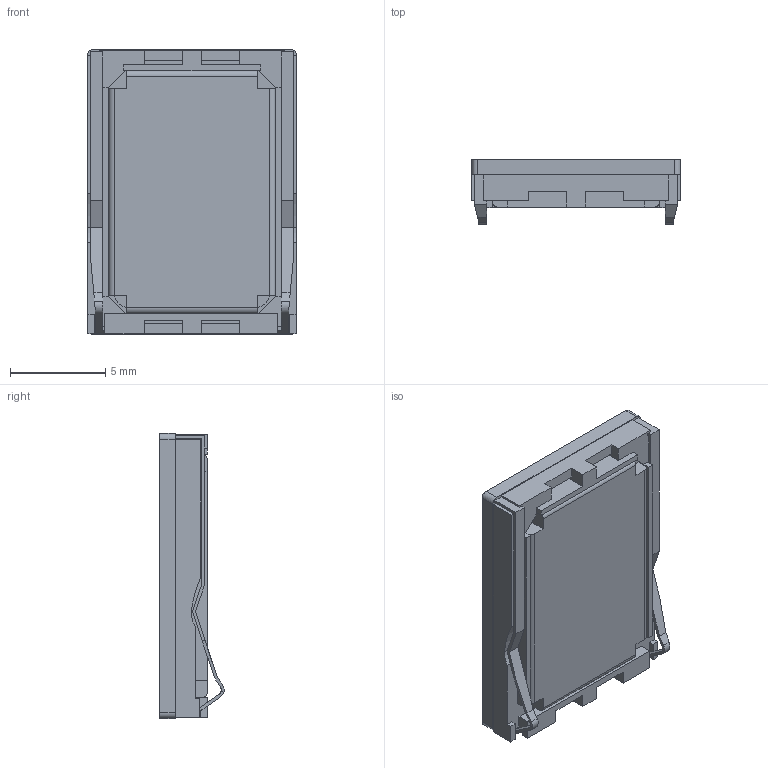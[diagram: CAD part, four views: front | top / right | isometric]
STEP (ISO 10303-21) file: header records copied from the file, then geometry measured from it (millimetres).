
FILE_DESCRIPTION (( 'STEP AP203' ), '1' );
FILE_NAME ('CUI_DEVICES_CMS-151125-076S.step', '2019-10-20T22:12:37', ( '' ), ( '' ), 'SwSTEP 2.0', 'SolidWorks 2019', '' );
FILE_SCHEMA (( 'CONFIG_CONTROL_DESIGN' ));
Length unit declared in the file: inch
Products named in the file (1): CUI_DEVICES_CMS-151125-076S
Bounding box: 11 x 3.38 x 15 mm (x, y, z)
Volume: 369.1 mm3; surface area: 560 mm2
Topology: 1 solids, 1 shells, 167 faces, 488 edges, 320 vertices
Faces by surface type: plane 145, cylinder 22
Entity records: 5529 total; most frequent: CARTESIAN_POINT 988, ORIENTED_EDGE 976, DIRECTION 868, EDGE_CURVE 488, VECTOR 436, LINE 436, VERTEX_POINT 320, AXIS2_PLACEMENT_3D 216
